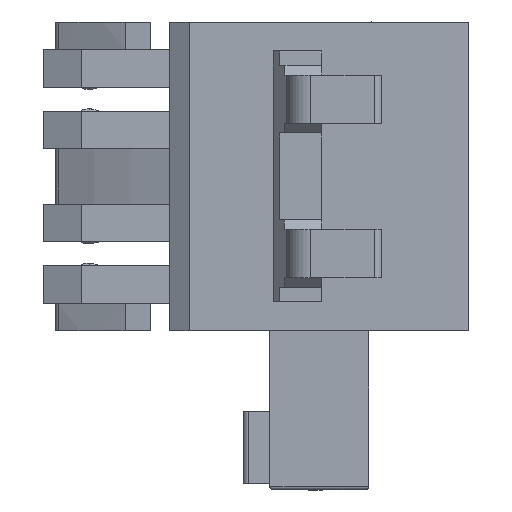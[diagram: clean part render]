
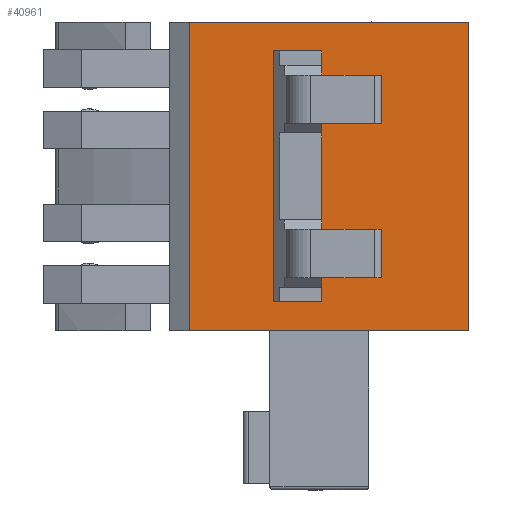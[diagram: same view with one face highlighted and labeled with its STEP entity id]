
A CAD part, left-side view. The second image highlights one B-rep face of the part: STEP entity #40961.
In plain terms, the highlighted planar face has unit normal (-1, 0, 0).
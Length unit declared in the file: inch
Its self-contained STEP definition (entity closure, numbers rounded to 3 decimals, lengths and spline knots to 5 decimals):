
#427 = LINE ( 'NONE', #49126, #36310 ) ;
#1104 = CARTESIAN_POINT ( 'NONE',  ( -0.43701, 0., 0.50197 ) ) ;
#1398 = VECTOR ( 'NONE', #40981, 39.37008 ) ;
#1555 = CARTESIAN_POINT ( 'NONE',  ( -0.43701, 0.07874, 0.45472 ) ) ;
#2444 = VECTOR ( 'NONE', #45025, 39.37008 ) ;
#3438 = CARTESIAN_POINT ( 'NONE',  ( -0.43701, 0.07874, 0.50197 ) ) ;
#4154 = CARTESIAN_POINT ( 'NONE',  ( -0.43701, 0., 0.50197 ) ) ;
#4675 = DIRECTION ( 'NONE',  ( 0., 0., 1. ) ) ;
#4993 = LINE ( 'NONE', #5621, #24768 ) ;
#5621 = CARTESIAN_POINT ( 'NONE',  ( -0.43701, -0.24016, 0.18425 ) ) ;
#5743 = LINE ( 'NONE', #20574, #28064 ) ;
#6253 = LINE ( 'NONE', #1104, #43868 ) ;
#6358 = ORIENTED_EDGE ( 'NONE', *, *, #14411, .T. ) ;
#8011 = ORIENTED_EDGE ( 'NONE', *, *, #23408, .T. ) ;
#8657 = FACE_OUTER_BOUND ( 'NONE', #14398, .T. ) ;
#8973 = DIRECTION ( 'NONE',  ( 0., 0., -1. ) ) ;
#11462 = CARTESIAN_POINT ( 'NONE',  ( -0.43701, 0., 0.04528 ) ) ;
#12571 = LINE ( 'NONE', #31287, #1398 ) ;
#12778 = LINE ( 'NONE', #3438, #46260 ) ;
#12850 = DIRECTION ( 'NONE',  ( -1., 0., 0. ) ) ;
#12895 = VERTEX_POINT ( 'NONE', #15326 ) ;
#13516 = ORIENTED_EDGE ( 'NONE', *, *, #35447, .T. ) ;
#14095 = EDGE_CURVE ( 'NONE', #12895, #52169, #12571, .T. ) ;
#14398 = EDGE_LOOP ( 'NONE', ( #22204, #49161, #8011, #33579 ) ) ;
#14411 = EDGE_CURVE ( 'NONE', #19998, #17070, #35020, .T. ) ;
#15193 = ORIENTED_EDGE ( 'NONE', *, *, #50380, .T. ) ;
#15326 = CARTESIAN_POINT ( 'NONE',  ( -0.43701, 0.21654, 0.50197 ) ) ;
#16224 = DIRECTION ( 'NONE',  ( 0., 0., -1. ) ) ;
#17070 = VERTEX_POINT ( 'NONE', #35953 ) ;
#17358 = CARTESIAN_POINT ( 'NONE',  ( -0.43701, 0., 0.04528 ) ) ;
#19998 = VERTEX_POINT ( 'NONE', #17358 ) ;
#20574 = CARTESIAN_POINT ( 'NONE',  ( -0.43701, 0., 0.50197 ) ) ;
#22204 = ORIENTED_EDGE ( 'NONE', *, *, #14095, .T. ) ;
#23408 = EDGE_CURVE ( 'NONE', #32571, #32669, #4993, .T. ) ;
#24119 = PLANE ( 'NONE',  #34825 ) ;
#24768 = VECTOR ( 'NONE', #4675, 39.37008 ) ;
#24922 = DIRECTION ( 'NONE',  ( 0., 1., 0. ) ) ;
#25490 = VECTOR ( 'NONE', #53440, 39.37008 ) ;
#28064 = VECTOR ( 'NONE', #40260, 39.37008 ) ;
#30667 = EDGE_CURVE ( 'NONE', #44508, #42483, #48608, .T. ) ;
#31287 = CARTESIAN_POINT ( 'NONE',  ( -0.43701, 0.21654, 0.50197 ) ) ;
#31673 = ORIENTED_EDGE ( 'NONE', *, *, #30667, .T. ) ;
#32571 = VERTEX_POINT ( 'NONE', #45448 ) ;
#32669 = VERTEX_POINT ( 'NONE', #60589 ) ;
#33579 = ORIENTED_EDGE ( 'NONE', *, *, #48087, .F. ) ;
#34825 = AXIS2_PLACEMENT_3D ( 'NONE', #4154, #12850, #8973 ) ;
#35020 = LINE ( 'NONE', #11462, #2444 ) ;
#35447 = EDGE_CURVE ( 'NONE', #42483, #19998, #6253, .T. ) ;
#35953 = CARTESIAN_POINT ( 'NONE',  ( -0.43701, 0.07874, 0.04528 ) ) ;
#36310 = VECTOR ( 'NONE', #24922, 39.37008 ) ;
#37683 = FACE_BOUND ( 'NONE', #42105, .T. ) ;
#40259 = CARTESIAN_POINT ( 'NONE',  ( -0.43701, 0., 0.45472 ) ) ;
#40260 = DIRECTION ( 'NONE',  ( 0., -1., 0. ) ) ;
#40961 = ADVANCED_FACE ( 'NONE', ( #8657, #37683 ), #24119, .T. ) ;
#40981 = DIRECTION ( 'NONE',  ( 0., 0., -1. ) ) ;
#42105 = EDGE_LOOP ( 'NONE', ( #15193, #31673, #13516, #6358 ) ) ;
#42483 = VERTEX_POINT ( 'NONE', #40259 ) ;
#42808 = CARTESIAN_POINT ( 'NONE',  ( -0.43701, 0., 0.45472 ) ) ;
#43868 = VECTOR ( 'NONE', #16224, 39.37008 ) ;
#44508 = VERTEX_POINT ( 'NONE', #1555 ) ;
#45025 = DIRECTION ( 'NONE',  ( 0., 1., 0. ) ) ;
#45448 = CARTESIAN_POINT ( 'NONE',  ( -0.43701, -0.24016, -0.00197 ) ) ;
#46260 = VECTOR ( 'NONE', #56332, 39.37008 ) ;
#48017 = EDGE_CURVE ( 'NONE', #32571, #52169, #427, .T. ) ;
#48087 = EDGE_CURVE ( 'NONE', #12895, #32669, #5743, .T. ) ;
#48608 = LINE ( 'NONE', #42808, #25490 ) ;
#49126 = CARTESIAN_POINT ( 'NONE',  ( -0.43701, 0.23561, -0.00197 ) ) ;
#49161 = ORIENTED_EDGE ( 'NONE', *, *, #48017, .F. ) ;
#50380 = EDGE_CURVE ( 'NONE', #17070, #44508, #12778, .T. ) ;
#52169 = VERTEX_POINT ( 'NONE', #57273 ) ;
#53440 = DIRECTION ( 'NONE',  ( 0., -1., 0. ) ) ;
#56332 = DIRECTION ( 'NONE',  ( 0., 0., 1. ) ) ;
#57273 = CARTESIAN_POINT ( 'NONE',  ( -0.43701, 0.21654, -0.00197 ) ) ;
#60589 = CARTESIAN_POINT ( 'NONE',  ( -0.43701, -0.24016, 0.50197 ) ) ;
